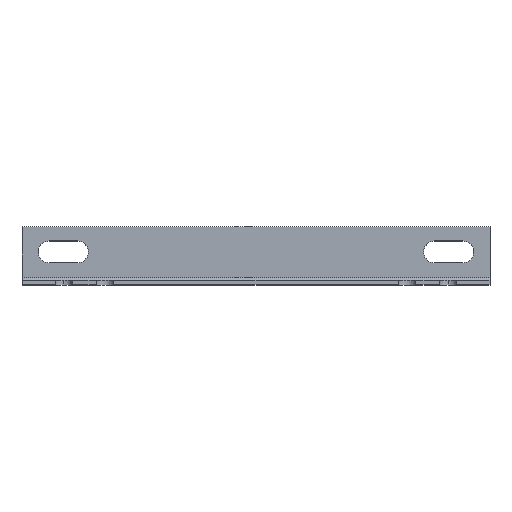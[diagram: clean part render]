
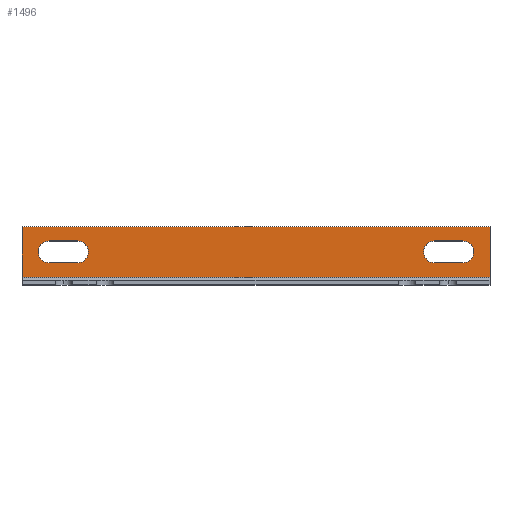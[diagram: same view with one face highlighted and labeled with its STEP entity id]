
A CAD part, top view. The second image highlights one B-rep face of the part: STEP entity #1496.
In plain terms, the highlighted planar face has unit normal (0, 0, 1).
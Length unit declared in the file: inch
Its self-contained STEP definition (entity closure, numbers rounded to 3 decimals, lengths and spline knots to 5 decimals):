
#54 = CIRCLE ( 'NONE', #101, 0.13787 ) ;
#77 = LINE ( 'NONE', #1353, #813 ) ;
#94 = VERTEX_POINT ( 'NONE', #888 ) ;
#97 = EDGE_LOOP ( 'NONE', ( #1108, #415, #140, #1701 ) ) ;
#101 = AXIS2_PLACEMENT_3D ( 'NONE', #1245, #439, #1660 ) ;
#122 = VERTEX_POINT ( 'NONE', #2369 ) ;
#135 = ORIENTED_EDGE ( 'NONE', *, *, #209, .T. ) ;
#140 = ORIENTED_EDGE ( 'NONE', *, *, #957, .F. ) ;
#148 = CARTESIAN_POINT ( 'NONE',  ( -2.25206, 0.32144, 1.9685 ) ) ;
#168 = VECTOR ( 'NONE', #2685, 39.37008 ) ;
#192 = AXIS2_PLACEMENT_3D ( 'NONE', #2015, #912, #958 ) ;
#193 = ORIENTED_EDGE ( 'NONE', *, *, #2683, .T. ) ;
#199 = LINE ( 'NONE', #390, #1319 ) ;
#209 = EDGE_CURVE ( 'NONE', #1783, #2268, #283, .T. ) ;
#275 = FACE_BOUND ( 'NONE', #892, .T. ) ;
#283 = CIRCLE ( 'NONE', #2211, 0.13787 ) ;
#296 = DIRECTION ( 'NONE',  ( 0., 0., -1. ) ) ;
#309 = CARTESIAN_POINT ( 'NONE',  ( -2.61054, 0.32144, 1.9685 ) ) ;
#329 = CARTESIAN_POINT ( 'NONE',  ( -2.25206, 0.32144, 1.9685 ) ) ;
#355 = EDGE_CURVE ( 'NONE', #2533, #1583, #54, .T. ) ;
#362 = AXIS2_PLACEMENT_3D ( 'NONE', #1573, #1026, #1848 ) ;
#376 = CARTESIAN_POINT ( 'NONE',  ( 2.95356, 0.63855, 1.9685 ) ) ;
#390 = CARTESIAN_POINT ( 'NONE',  ( 2.95356, 0.45932, 1.9685 ) ) ;
#415 = ORIENTED_EDGE ( 'NONE', *, *, #1056, .F. ) ;
#434 = VERTEX_POINT ( 'NONE', #2299 ) ;
#439 = DIRECTION ( 'NONE',  ( 0., 0., -1. ) ) ;
#440 = VERTEX_POINT ( 'NONE', #1063 ) ;
#450 = FACE_BOUND ( 'NONE', #1020, .T. ) ;
#525 = LINE ( 'NONE', #1984, #1233 ) ;
#531 = DIRECTION ( 'NONE',  ( -1., 0., 0. ) ) ;
#584 = CARTESIAN_POINT ( 'NONE',  ( 2.95356, 0.18357, 1.9685 ) ) ;
#625 = EDGE_CURVE ( 'NONE', #1783, #2029, #1397, .T. ) ;
#629 = PLANE ( 'NONE',  #2348 ) ;
#678 = CARTESIAN_POINT ( 'NONE',  ( -2.11419, 0.32144, 1.9685 ) ) ;
#688 = EDGE_CURVE ( 'NONE', #784, #1844, #1726, .T. ) ;
#720 = CARTESIAN_POINT ( 'NONE',  ( 2.25206, 0.18357, 1.9685 ) ) ;
#737 = DIRECTION ( 'NONE',  ( 1., 0., 0. ) ) ;
#784 = VERTEX_POINT ( 'NONE', #1080 ) ;
#802 = CARTESIAN_POINT ( 'NONE',  ( 2.95356, 0.63855, 1.9685 ) ) ;
#813 = VECTOR ( 'NONE', #2190, 39.37008 ) ;
#871 = DIRECTION ( 'NONE',  ( -1., 0., 0. ) ) ;
#888 = CARTESIAN_POINT ( 'NONE',  ( -2.95356, 0.63855, 1.9685 ) ) ;
#892 = EDGE_LOOP ( 'NONE', ( #193, #2607, #2359, #1771, #899 ) ) ;
#895 = CARTESIAN_POINT ( 'NONE',  ( 2.74841, 0.32144, 1.9685 ) ) ;
#899 = ORIENTED_EDGE ( 'NONE', *, *, #1440, .T. ) ;
#912 = DIRECTION ( 'NONE',  ( 0., 0., -1. ) ) ;
#957 = EDGE_CURVE ( 'NONE', #1390, #434, #1775, .T. ) ;
#958 = DIRECTION ( 'NONE',  ( -1., 0., 0. ) ) ;
#993 = LINE ( 'NONE', #802, #168 ) ;
#998 = LINE ( 'NONE', #2065, #1925 ) ;
#1008 = CARTESIAN_POINT ( 'NONE',  ( -2.61054, 0.18357, 1.9685 ) ) ;
#1018 = EDGE_CURVE ( 'NONE', #784, #2268, #525, .T. ) ;
#1020 = EDGE_LOOP ( 'NONE', ( #1686, #2068, #2103, #2109, #135 ) ) ;
#1026 = DIRECTION ( 'NONE',  ( 0., 0., -1. ) ) ;
#1045 = VECTOR ( 'NONE', #737, 39.37008 ) ;
#1056 = EDGE_CURVE ( 'NONE', #434, #440, #998, .T. ) ;
#1063 = CARTESIAN_POINT ( 'NONE',  ( -2.95356, 0., 1.9685 ) ) ;
#1080 = CARTESIAN_POINT ( 'NONE',  ( -2.25206, 0.45932, 1.9685 ) ) ;
#1108 = ORIENTED_EDGE ( 'NONE', *, *, #1555, .T. ) ;
#1120 = VECTOR ( 'NONE', #1387, 39.37008 ) ;
#1137 = DIRECTION ( 'NONE',  ( -1., 0., 0. ) ) ;
#1157 = EDGE_CURVE ( 'NONE', #122, #2533, #199, .T. ) ;
#1165 = CARTESIAN_POINT ( 'NONE',  ( 2.95356, 0.63855, 1.9685 ) ) ;
#1188 = DIRECTION ( 'NONE',  ( 0., 0., -1. ) ) ;
#1203 = LINE ( 'NONE', #584, #2353 ) ;
#1218 = DIRECTION ( 'NONE',  ( 1., 0., 0. ) ) ;
#1233 = VECTOR ( 'NONE', #2439, 39.37008 ) ;
#1245 = CARTESIAN_POINT ( 'NONE',  ( 2.61054, 0.32144, 1.9685 ) ) ;
#1250 = EDGE_CURVE ( 'NONE', #1583, #1764, #2198, .T. ) ;
#1319 = VECTOR ( 'NONE', #1218, 39.37008 ) ;
#1353 = CARTESIAN_POINT ( 'NONE',  ( -2.95356, 0.63855, 1.9685 ) ) ;
#1361 = CIRCLE ( 'NONE', #2056, 0.13787 ) ;
#1387 = DIRECTION ( 'NONE',  ( 0., -1., 0. ) ) ;
#1390 = VERTEX_POINT ( 'NONE', #376 ) ;
#1397 = LINE ( 'NONE', #2224, #1045 ) ;
#1398 = DIRECTION ( 'NONE',  ( -1., 0., 0. ) ) ;
#1409 = DIRECTION ( 'NONE',  ( -1., 0., 0. ) ) ;
#1432 = CARTESIAN_POINT ( 'NONE',  ( 2.61054, 0.18357, 1.9685 ) ) ;
#1440 = EDGE_CURVE ( 'NONE', #1764, #1651, #1203, .T. ) ;
#1475 = CARTESIAN_POINT ( 'NONE',  ( 2.95356, 0.63855, 1.9685 ) ) ;
#1496 = ADVANCED_FACE ( 'NONE', ( #2145, #275, #450 ), #629, .F. ) ;
#1510 = DIRECTION ( 'NONE',  ( 0., 0., -1. ) ) ;
#1541 = CARTESIAN_POINT ( 'NONE',  ( 2.61054, 0.45932, 1.9685 ) ) ;
#1555 = EDGE_CURVE ( 'NONE', #94, #440, #77, .T. ) ;
#1558 = DIRECTION ( 'NONE',  ( 0., 0., -1. ) ) ;
#1573 = CARTESIAN_POINT ( 'NONE',  ( 2.25206, 0.32144, 1.9685 ) ) ;
#1583 = VERTEX_POINT ( 'NONE', #895 ) ;
#1651 = VERTEX_POINT ( 'NONE', #720 ) ;
#1660 = DIRECTION ( 'NONE',  ( -1., 0., 0. ) ) ;
#1673 = DIRECTION ( 'NONE',  ( -1., 0., 0. ) ) ;
#1686 = ORIENTED_EDGE ( 'NONE', *, *, #1018, .F. ) ;
#1701 = ORIENTED_EDGE ( 'NONE', *, *, #1795, .T. ) ;
#1726 = CIRCLE ( 'NONE', #2171, 0.13787 ) ;
#1764 = VERTEX_POINT ( 'NONE', #1432 ) ;
#1771 = ORIENTED_EDGE ( 'NONE', *, *, #1250, .T. ) ;
#1775 = LINE ( 'NONE', #1165, #1120 ) ;
#1783 = VERTEX_POINT ( 'NONE', #1008 ) ;
#1795 = EDGE_CURVE ( 'NONE', #1390, #94, #993, .T. ) ;
#1844 = VERTEX_POINT ( 'NONE', #678 ) ;
#1848 = DIRECTION ( 'NONE',  ( -1., 0., 0. ) ) ;
#1925 = VECTOR ( 'NONE', #1673, 39.37008 ) ;
#1984 = CARTESIAN_POINT ( 'NONE',  ( 2.95356, 0.45932, 1.9685 ) ) ;
#2015 = CARTESIAN_POINT ( 'NONE',  ( 2.61054, 0.32144, 1.9685 ) ) ;
#2029 = VERTEX_POINT ( 'NONE', #2170 ) ;
#2056 = AXIS2_PLACEMENT_3D ( 'NONE', #329, #1558, #531 ) ;
#2065 = CARTESIAN_POINT ( 'NONE',  ( 2.95356, 0., 1.9685 ) ) ;
#2068 = ORIENTED_EDGE ( 'NONE', *, *, #688, .T. ) ;
#2103 = ORIENTED_EDGE ( 'NONE', *, *, #2557, .T. ) ;
#2109 = ORIENTED_EDGE ( 'NONE', *, *, #625, .F. ) ;
#2145 = FACE_OUTER_BOUND ( 'NONE', #97, .T. ) ;
#2170 = CARTESIAN_POINT ( 'NONE',  ( -2.25206, 0.18357, 1.9685 ) ) ;
#2171 = AXIS2_PLACEMENT_3D ( 'NONE', #148, #1188, #1409 ) ;
#2190 = DIRECTION ( 'NONE',  ( 0., -1., 0. ) ) ;
#2198 = CIRCLE ( 'NONE', #192, 0.13787 ) ;
#2211 = AXIS2_PLACEMENT_3D ( 'NONE', #309, #296, #1137 ) ;
#2224 = CARTESIAN_POINT ( 'NONE',  ( 2.95356, 0.18357, 1.9685 ) ) ;
#2268 = VERTEX_POINT ( 'NONE', #2561 ) ;
#2299 = CARTESIAN_POINT ( 'NONE',  ( 2.95356, 0., 1.9685 ) ) ;
#2348 = AXIS2_PLACEMENT_3D ( 'NONE', #1475, #1510, #871 ) ;
#2353 = VECTOR ( 'NONE', #1398, 39.37008 ) ;
#2359 = ORIENTED_EDGE ( 'NONE', *, *, #355, .T. ) ;
#2369 = CARTESIAN_POINT ( 'NONE',  ( 2.25206, 0.45932, 1.9685 ) ) ;
#2439 = DIRECTION ( 'NONE',  ( -1., 0., 0. ) ) ;
#2454 = CIRCLE ( 'NONE', #362, 0.13787 ) ;
#2533 = VERTEX_POINT ( 'NONE', #1541 ) ;
#2557 = EDGE_CURVE ( 'NONE', #1844, #2029, #1361, .T. ) ;
#2561 = CARTESIAN_POINT ( 'NONE',  ( -2.61054, 0.45932, 1.9685 ) ) ;
#2607 = ORIENTED_EDGE ( 'NONE', *, *, #1157, .T. ) ;
#2683 = EDGE_CURVE ( 'NONE', #1651, #122, #2454, .T. ) ;
#2685 = DIRECTION ( 'NONE',  ( -1., 0., 0. ) ) ;
